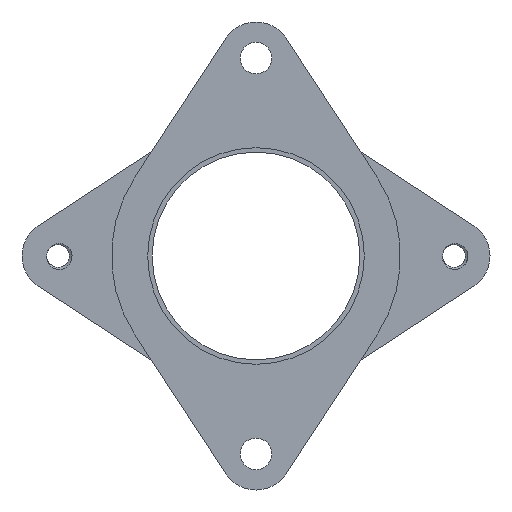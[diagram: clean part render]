
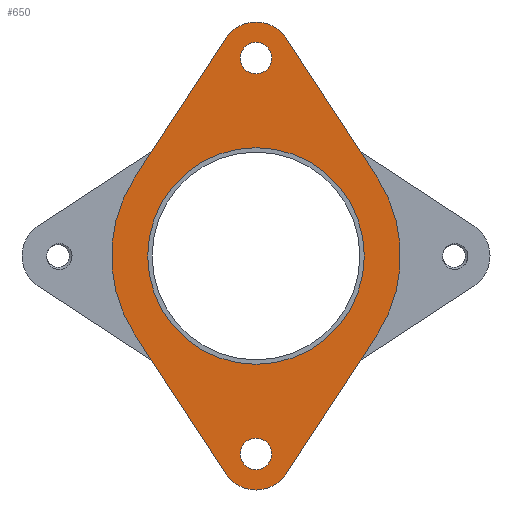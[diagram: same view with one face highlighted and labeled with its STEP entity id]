
A CAD part, front view. The second image highlights one B-rep face of the part: STEP entity #650.
In plain terms, the highlighted planar face has unit normal (0, -1, 0).
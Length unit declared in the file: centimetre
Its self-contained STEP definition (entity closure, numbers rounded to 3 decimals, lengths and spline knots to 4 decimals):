
#42=LINE('',#963,#74);
#47=LINE('',#977,#79);
#51=LINE('',#989,#83);
#55=LINE('',#1001,#87);
#74=VECTOR('',#780,1.8344);
#79=VECTOR('',#793,1.8344);
#83=VECTOR('',#805,1.8344);
#87=VECTOR('',#817,1.8344);
#111=PLANE('',#708);
#128=FACE_BOUND('',#205,.T.);
#129=FACE_BOUND('',#206,.T.);
#130=FACE_BOUND('',#207,.T.);
#158=FACE_OUTER_BOUND('',#204,.T.);
#204=EDGE_LOOP('',(#491,#492,#493,#494,#495,#496,#497,#498));
#205=EDGE_LOOP('',(#499));
#206=EDGE_LOOP('',(#500));
#207=EDGE_LOOP('',(#501));
#251=CIRCLE('',#684,0.175);
#253=CIRCLE('',#687,1.2);
#255=CIRCLE('',#690,0.175);
#256=CIRCLE('',#693,0.4);
#258=CIRCLE('',#697,1.6);
#260=CIRCLE('',#701,0.4);
#262=CIRCLE('',#705,1.6);
#291=VERTEX_POINT('',#948);
#293=VERTEX_POINT('',#953);
#295=VERTEX_POINT('',#958);
#296=VERTEX_POINT('',#961);
#297=VERTEX_POINT('',#962);
#300=VERTEX_POINT('',#970);
#302=VERTEX_POINT('',#976);
#304=VERTEX_POINT('',#982);
#306=VERTEX_POINT('',#988);
#308=VERTEX_POINT('',#994);
#310=VERTEX_POINT('',#1000);
#355=EDGE_CURVE('',#291,#291,#251,.T.);
#357=EDGE_CURVE('',#293,#293,#253,.T.);
#359=EDGE_CURVE('',#295,#295,#255,.T.);
#360=EDGE_CURVE('',#296,#297,#42,.T.);
#364=EDGE_CURVE('',#300,#297,#256,.T.);
#367=EDGE_CURVE('',#300,#302,#47,.T.);
#370=EDGE_CURVE('',#304,#302,#258,.T.);
#373=EDGE_CURVE('',#304,#306,#51,.T.);
#376=EDGE_CURVE('',#308,#306,#260,.T.);
#379=EDGE_CURVE('',#310,#308,#55,.T.);
#382=EDGE_CURVE('',#296,#310,#262,.T.);
#491=ORIENTED_EDGE('',*,*,#382,.F.);
#492=ORIENTED_EDGE('',*,*,#360,.T.);
#493=ORIENTED_EDGE('',*,*,#364,.F.);
#494=ORIENTED_EDGE('',*,*,#367,.T.);
#495=ORIENTED_EDGE('',*,*,#370,.F.);
#496=ORIENTED_EDGE('',*,*,#373,.T.);
#497=ORIENTED_EDGE('',*,*,#376,.F.);
#498=ORIENTED_EDGE('',*,*,#379,.F.);
#499=ORIENTED_EDGE('',*,*,#359,.F.);
#500=ORIENTED_EDGE('',*,*,#357,.F.);
#501=ORIENTED_EDGE('',*,*,#355,.F.);
#650=ADVANCED_FACE('',(#158,#128,#129,#130),#111,.F.);
#684=AXIS2_PLACEMENT_3D('',#949,#764,#765);
#687=AXIS2_PLACEMENT_3D('',#954,#770,#771);
#690=AXIS2_PLACEMENT_3D('',#959,#776,#777);
#693=AXIS2_PLACEMENT_3D('',#971,#786,#787);
#697=AXIS2_PLACEMENT_3D('',#983,#798,#799);
#701=AXIS2_PLACEMENT_3D('',#995,#810,#811);
#705=AXIS2_PLACEMENT_3D('',#1006,#822,#823);
#708=AXIS2_PLACEMENT_3D('',#1009,#828,#829);
#764=DIRECTION('center_axis',(0.,-1.,0.));
#765=DIRECTION('ref_axis',(1.,0.,0.));
#770=DIRECTION('center_axis',(0.,-1.,0.));
#771=DIRECTION('ref_axis',(1.,0.,0.));
#776=DIRECTION('center_axis',(0.,-1.,0.));
#777=DIRECTION('ref_axis',(1.,0.,0.));
#780=DIRECTION('',(0.547,0.,-0.837));
#786=DIRECTION('center_axis',(0.,1.,0.));
#787=DIRECTION('ref_axis',(1.,0.,0.));
#793=DIRECTION('',(0.547,0.,0.837));
#798=DIRECTION('center_axis',(0.,1.,0.));
#799=DIRECTION('ref_axis',(1.,0.,0.));
#805=DIRECTION('',(-0.547,0.,0.837));
#810=DIRECTION('center_axis',(0.,1.,0.));
#811=DIRECTION('ref_axis',(1.,0.,0.));
#817=DIRECTION('',(0.547,0.,0.837));
#822=DIRECTION('center_axis',(0.,1.,0.));
#823=DIRECTION('ref_axis',(1.,0.,0.));
#828=DIRECTION('center_axis',(0.,1.,0.));
#829=DIRECTION('ref_axis',(1.,0.,0.));
#948=CARTESIAN_POINT('',(-0.175,0.,-2.192));
#949=CARTESIAN_POINT('Origin',(0.,0.,-2.192));
#953=CARTESIAN_POINT('',(-1.2,0.,0.));
#954=CARTESIAN_POINT('Origin',(0.,0.,0.));
#958=CARTESIAN_POINT('',(-0.175,0.,2.192));
#959=CARTESIAN_POINT('Origin',(0.,0.,2.192));
#961=CARTESIAN_POINT('',(-1.3389,0.,-0.8759));
#962=CARTESIAN_POINT('',(-0.3347,0.,-2.411));
#963=CARTESIAN_POINT('',(-1.3389,0.,-0.8759));
#970=CARTESIAN_POINT('',(0.3347,0.,-2.411));
#971=CARTESIAN_POINT('Origin',(0.,0.,-2.192));
#976=CARTESIAN_POINT('',(1.3389,0.,-0.8759));
#977=CARTESIAN_POINT('',(0.3347,0.,-2.411));
#982=CARTESIAN_POINT('',(1.3389,0.,0.8759));
#983=CARTESIAN_POINT('Origin',(0.,0.,0.));
#988=CARTESIAN_POINT('',(0.3347,0.,2.411));
#989=CARTESIAN_POINT('',(1.3389,0.,0.8759));
#994=CARTESIAN_POINT('',(-0.3347,0.,2.411));
#995=CARTESIAN_POINT('Origin',(0.,0.,2.192));
#1000=CARTESIAN_POINT('',(-1.3389,0.,0.8759));
#1001=CARTESIAN_POINT('',(-1.3389,0.,0.8759));
#1006=CARTESIAN_POINT('Origin',(0.,0.,0.));
#1009=CARTESIAN_POINT('Origin',(0.,0.,0.));
